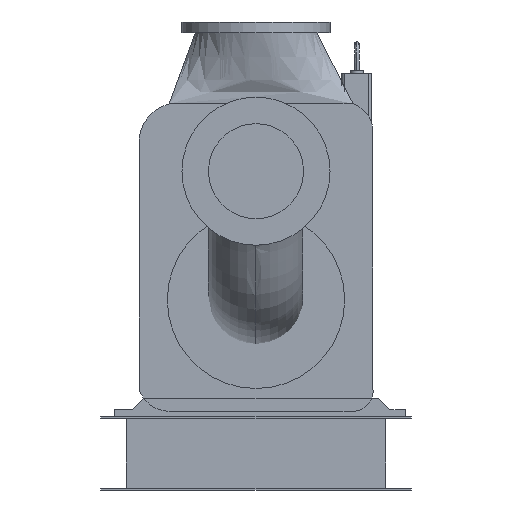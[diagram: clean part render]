
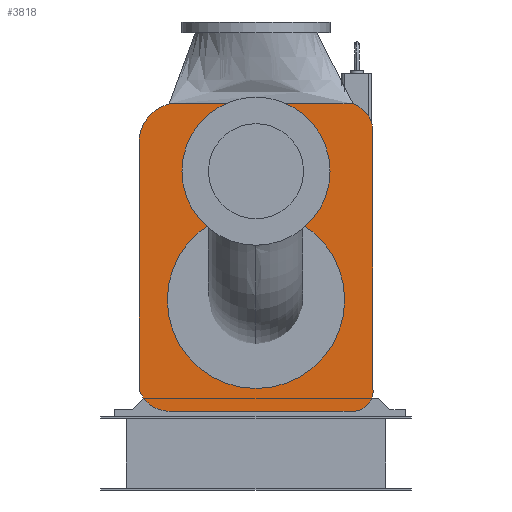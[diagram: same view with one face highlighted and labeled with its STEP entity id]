
A CAD part, front view. The second image highlights one B-rep face of the part: STEP entity #3818.
In plain terms, the highlighted planar face has unit normal (0, -1, 0).
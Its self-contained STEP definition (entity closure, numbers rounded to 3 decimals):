
#266=PLANE('',#4192);
#484=FACE_OUTER_BOUND('',#730,.T.);
#730=EDGE_LOOP('',(#3279,#3280,#3281,#3282,#3283,#3284,#3285,#3286));
#885=CIRCLE('',#4176,108.049);
#887=CIRCLE('',#4180,86.804);
#889=CIRCLE('',#4184,54.808);
#891=CIRCLE('',#4188,80.049);
#1205=LINE('',#10001,#1559);
#1209=LINE('',#10013,#1563);
#1213=LINE('',#10025,#1567);
#1217=LINE('',#10036,#1571);
#1559=VECTOR('',#5069,304.8);
#1563=VECTOR('',#5081,304.8);
#1567=VECTOR('',#5093,304.8);
#1571=VECTOR('',#5105,304.8);
#1883=VERTEX_POINT('',#9991);
#1884=VERTEX_POINT('',#9992);
#1887=VERTEX_POINT('',#10000);
#1889=VERTEX_POINT('',#10006);
#1891=VERTEX_POINT('',#10012);
#1893=VERTEX_POINT('',#10018);
#1895=VERTEX_POINT('',#10024);
#1897=VERTEX_POINT('',#10030);
#2353=EDGE_CURVE('',#1883,#1884,#885,.T.);
#2357=EDGE_CURVE('',#1884,#1887,#1205,.T.);
#2360=EDGE_CURVE('',#1887,#1889,#887,.T.);
#2363=EDGE_CURVE('',#1889,#1891,#1209,.T.);
#2366=EDGE_CURVE('',#1891,#1893,#889,.T.);
#2369=EDGE_CURVE('',#1893,#1895,#1213,.T.);
#2372=EDGE_CURVE('',#1895,#1897,#891,.T.);
#2375=EDGE_CURVE('',#1897,#1883,#1217,.T.);
#3279=ORIENTED_EDGE('',*,*,#2353,.T.);
#3280=ORIENTED_EDGE('',*,*,#2357,.T.);
#3281=ORIENTED_EDGE('',*,*,#2360,.T.);
#3282=ORIENTED_EDGE('',*,*,#2363,.T.);
#3283=ORIENTED_EDGE('',*,*,#2366,.T.);
#3284=ORIENTED_EDGE('',*,*,#2369,.T.);
#3285=ORIENTED_EDGE('',*,*,#2372,.T.);
#3286=ORIENTED_EDGE('',*,*,#2375,.T.);
#3818=ADVANCED_FACE('',(#484),#266,.T.);
#4176=AXIS2_PLACEMENT_3D('',#9993,#5061,#5062);
#4180=AXIS2_PLACEMENT_3D('',#10007,#5074,#5075);
#4184=AXIS2_PLACEMENT_3D('',#10019,#5086,#5087);
#4188=AXIS2_PLACEMENT_3D('',#10031,#5098,#5099);
#4192=AXIS2_PLACEMENT_3D('',#10039,#5109,#5110);
#5061=DIRECTION('center_axis',(0.,-1.,0.));
#5062=DIRECTION('ref_axis',(-1.,0.,0.));
#5069=DIRECTION('',(0.,0.,-1.));
#5074=DIRECTION('center_axis',(0.,-1.,0.));
#5075=DIRECTION('ref_axis',(-1.,0.,0.));
#5081=DIRECTION('',(1.,0.,0.));
#5086=DIRECTION('center_axis',(0.,-1.,0.));
#5087=DIRECTION('ref_axis',(-1.,0.,0.));
#5093=DIRECTION('',(0.,0.,1.));
#5098=DIRECTION('center_axis',(0.,-1.,0.));
#5099=DIRECTION('ref_axis',(-1.,0.,0.));
#5105=DIRECTION('',(-1.,0.,0.));
#5109=DIRECTION('center_axis',(0.,-1.,0.));
#5110=DIRECTION('ref_axis',(0.,0.,-1.));
#9991=CARTESIAN_POINT('',(71460.057,21428.776,1055.836));
#9992=CARTESIAN_POINT('',(71377.495,21428.776,950.836));
#9993=CARTESIAN_POINT('Origin',(71485.544,21428.776,950.836));
#10000=CARTESIAN_POINT('',(71377.495,21428.776,275.516));
#10001=CARTESIAN_POINT('',(71377.495,21428.776,950.836));
#10006=CARTESIAN_POINT('',(71460.057,21428.776,215.516));
#10007=CARTESIAN_POINT('Origin',(71460.057,21428.776,302.32));
#10012=CARTESIAN_POINT('',(71962.895,21428.776,215.516));
#10013=CARTESIAN_POINT('',(71460.057,21428.776,215.516));
#10018=CARTESIAN_POINT('',(72017.457,21428.776,275.516));
#10019=CARTESIAN_POINT('Origin',(71962.895,21428.776,270.324));
#10024=CARTESIAN_POINT('',(72017.457,21428.776,979.953));
#10025=CARTESIAN_POINT('',(72017.457,21428.776,275.516));
#10030=CARTESIAN_POINT('',(71962.895,21428.776,1055.836));
#10031=CARTESIAN_POINT('Origin',(71937.408,21428.776,979.953));
#10036=CARTESIAN_POINT('',(71962.895,21428.776,1055.836));
#10039=CARTESIAN_POINT('Origin',(71377.495,21428.776,950.836));
